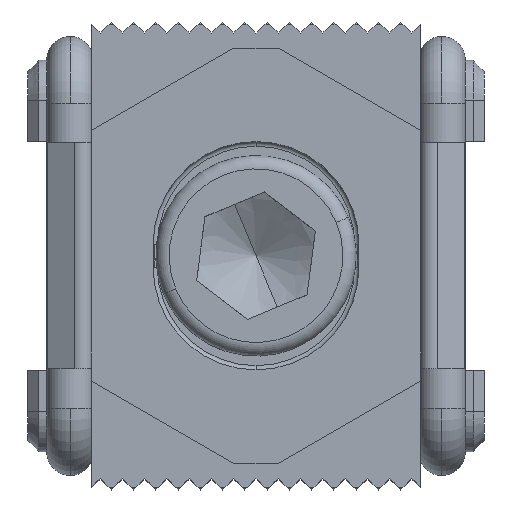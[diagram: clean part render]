
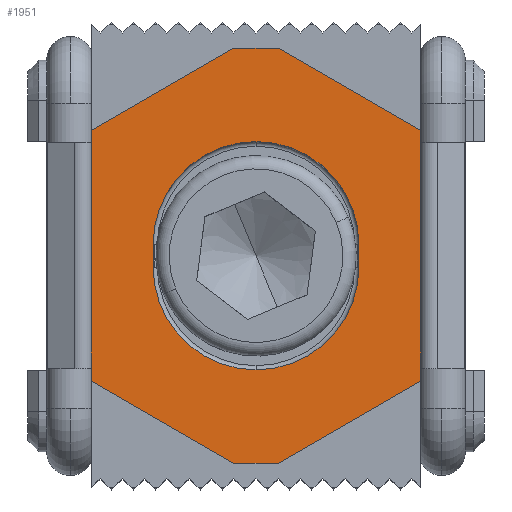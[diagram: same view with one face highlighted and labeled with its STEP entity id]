
A CAD part, top view. The second image highlights one B-rep face of the part: STEP entity #1951.
In plain terms, the highlighted planar face has unit normal (0, 0, 1).
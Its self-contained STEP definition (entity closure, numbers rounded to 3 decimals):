
#1951=ADVANCED_FACE('',(#5472,#5473),#5474,.T.);
#5472=FACE_OUTER_BOUND('',#10623,.T.);
#5473=FACE_BOUND('',#10624,.T.);
#5474=PLANE('',#10625);
#10623=EDGE_LOOP('',(#16171,#16172,#16173,#16174,#16175,#16176,#16177,#16178));
#10624=EDGE_LOOP('',(#16179,#16180,#16181,#16182));
#10625=AXIS2_PLACEMENT_3D('',#16183,#16184,#16185);
#16171=ORIENTED_EDGE('',*,*,#28641,.T.);
#16172=ORIENTED_EDGE('',*,*,#28642,.F.);
#16173=ORIENTED_EDGE('',*,*,#28643,.T.);
#16174=ORIENTED_EDGE('',*,*,#28644,.F.);
#16175=ORIENTED_EDGE('',*,*,#28645,.T.);
#16176=ORIENTED_EDGE('',*,*,#28646,.F.);
#16177=ORIENTED_EDGE('',*,*,#28647,.T.);
#16178=ORIENTED_EDGE('',*,*,#28648,.F.);
#16179=ORIENTED_EDGE('',*,*,#28649,.T.);
#16180=ORIENTED_EDGE('',*,*,#28650,.T.);
#16181=ORIENTED_EDGE('',*,*,#28651,.T.);
#16182=ORIENTED_EDGE('',*,*,#28652,.T.);
#16183=CARTESIAN_POINT('',(0.,0.,25.8));
#16184=DIRECTION('',(0.0,-0.0,1.0));
#16185=DIRECTION('',(0.0,1.0,0.0));
#28641=EDGE_CURVE('',#33521,#33522,#33523,.T.);
#28642=EDGE_CURVE('',#33524,#33522,#33525,.T.);
#28643=EDGE_CURVE('',#33524,#33526,#33527,.T.);
#28644=EDGE_CURVE('',#33528,#33526,#33529,.T.);
#28645=EDGE_CURVE('',#33528,#33530,#33531,.T.);
#28646=EDGE_CURVE('',#33532,#33530,#33533,.T.);
#28647=EDGE_CURVE('',#33532,#33534,#33535,.T.);
#28648=EDGE_CURVE('',#33521,#33534,#33536,.T.);
#28649=EDGE_CURVE('',#33537,#33538,#33539,.T.);
#28650=EDGE_CURVE('',#33538,#33540,#33541,.T.);
#28651=EDGE_CURVE('',#33540,#33542,#33543,.T.);
#28652=EDGE_CURVE('',#33542,#33537,#33544,.T.);
#33521=VERTEX_POINT('',#39831);
#33522=VERTEX_POINT('',#39832);
#33523=LINE('',#39833,#39834);
#33524=VERTEX_POINT('',#39835);
#33525=LINE('',#39836,#39837);
#33526=VERTEX_POINT('',#39838);
#33527=LINE('',#39839,#39840);
#33528=VERTEX_POINT('',#39841);
#33529=LINE('',#39842,#39843);
#33530=VERTEX_POINT('',#39844);
#33531=LINE('',#39845,#39846);
#33532=VERTEX_POINT('',#39847);
#33533=LINE('',#39848,#39849);
#33534=VERTEX_POINT('',#39850);
#33535=LINE('',#39851,#39852);
#33536=LINE('',#39853,#39854);
#33537=VERTEX_POINT('',#39855);
#33538=VERTEX_POINT('',#39856);
#33539=CIRCLE('',#39857,9.25);
#33540=VERTEX_POINT('',#39858);
#33541=LINE('',#39859,#39860);
#33542=VERTEX_POINT('',#39861);
#33543=CIRCLE('',#39862,9.25);
#33544=LINE('',#39863,#39864);
#39831=CARTESIAN_POINT('',(-2.,18.65,25.8));
#39832=CARTESIAN_POINT('',(-14.8,11.26,25.8));
#39833=CARTESIAN_POINT('',(-2.,18.65,25.8));
#39834=VECTOR('',#48530,14.78);
#39835=CARTESIAN_POINT('',(-14.8,-11.26,25.8));
#39836=CARTESIAN_POINT('',(-14.8,-11.26,25.8));
#39837=VECTOR('',#48531,22.52);
#39838=CARTESIAN_POINT('',(-2.,-18.65,25.8));
#39839=CARTESIAN_POINT('',(-14.8,-11.26,25.8));
#39840=VECTOR('',#48532,14.78);
#39841=CARTESIAN_POINT('',(2.,-18.65,25.8));
#39842=CARTESIAN_POINT('',(2.,-18.65,25.8));
#39843=VECTOR('',#48533,4.0);
#39844=CARTESIAN_POINT('',(14.8,-11.26,25.8));
#39845=CARTESIAN_POINT('',(2.,-18.65,25.8));
#39846=VECTOR('',#48534,14.78);
#39847=CARTESIAN_POINT('',(14.8,11.26,25.8));
#39848=CARTESIAN_POINT('',(14.8,11.26,25.8));
#39849=VECTOR('',#48535,22.52);
#39850=CARTESIAN_POINT('',(2.,18.65,25.8));
#39851=CARTESIAN_POINT('',(14.8,11.26,25.8));
#39852=VECTOR('',#48536,14.78);
#39853=CARTESIAN_POINT('',(-2.,18.65,25.8));
#39854=VECTOR('',#48537,4.0);
#39855=CARTESIAN_POINT('',(-9.25,1.,25.8));
#39856=CARTESIAN_POINT('',(9.25,1.,25.8));
#39857=AXIS2_PLACEMENT_3D('',#48538,#48539,#48540);
#39858=CARTESIAN_POINT('',(9.25,-1.,25.8));
#39859=CARTESIAN_POINT('',(9.25,1.,25.8));
#39860=VECTOR('',#48541,2.0);
#39861=CARTESIAN_POINT('',(-9.25,-1.,25.8));
#39862=AXIS2_PLACEMENT_3D('',#48542,#48543,#48544);
#39863=CARTESIAN_POINT('',(-9.25,-1.,25.8));
#39864=VECTOR('',#48545,2.0);
#48530=DIRECTION('',(-0.866,-0.5,0.0));
#48531=DIRECTION('',(0.0,1.0,0.0));
#48532=DIRECTION('',(0.866,-0.5,0.0));
#48533=DIRECTION('',(-1.0,0.0,0.0));
#48534=DIRECTION('',(0.866,0.5,0.0));
#48535=DIRECTION('',(0.0,-1.0,0.0));
#48536=DIRECTION('',(-0.866,0.5,0.0));
#48537=DIRECTION('',(1.0,0.0,0.0));
#48538=CARTESIAN_POINT('',(0.,1.,25.8));
#48539=DIRECTION('',(0.0,0.0,-1.0));
#48540=DIRECTION('',(1.0,0.0,0.0));
#48541=DIRECTION('',(0.0,-1.0,0.0));
#48542=CARTESIAN_POINT('',(0.,-1.,25.8));
#48543=DIRECTION('',(0.0,0.0,-1.0));
#48544=DIRECTION('',(-1.0,0.0,0.0));
#48545=DIRECTION('',(0.0,1.0,0.0));
